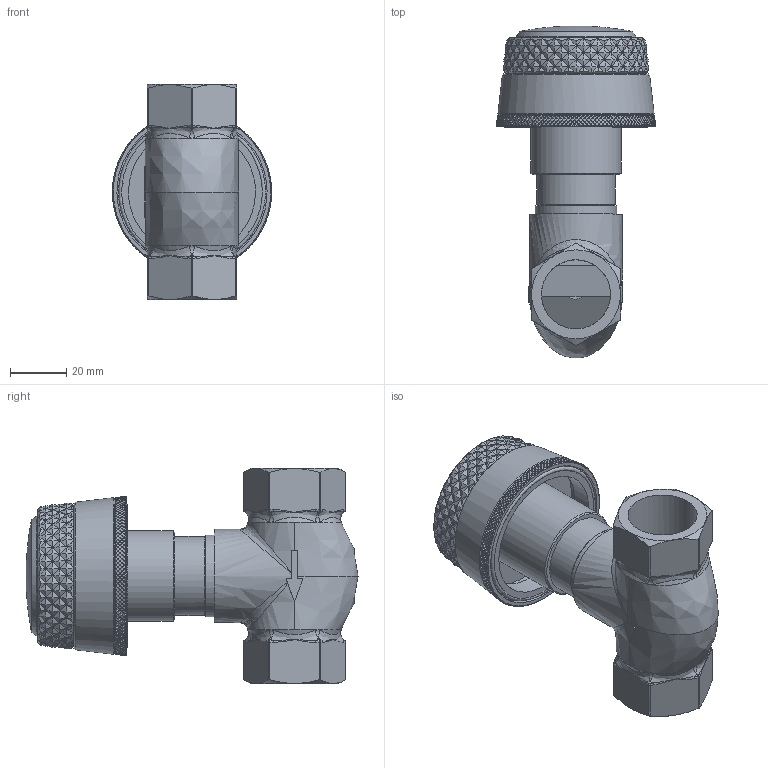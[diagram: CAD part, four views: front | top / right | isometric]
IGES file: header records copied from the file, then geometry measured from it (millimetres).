
Global section: file name: T1007-CCR  T1007-CBR; native system: Autodesk Inventor 2020; preprocessor: unknown; author: camerond; date: 20200204.081742; units: millimetre
Bounding box: 56.42 x 117.62 x 76.2 mm (x, y, z)
Volume: 114970.1 mm3; surface area: 74357.9 mm2
Topology: 24 solids, 24 shells, 5372 faces, 12217 edges, 6932 vertices
Faces by surface type: bspline 5372
